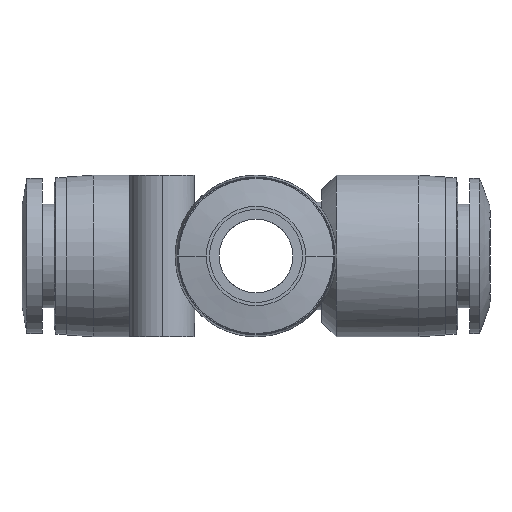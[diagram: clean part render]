
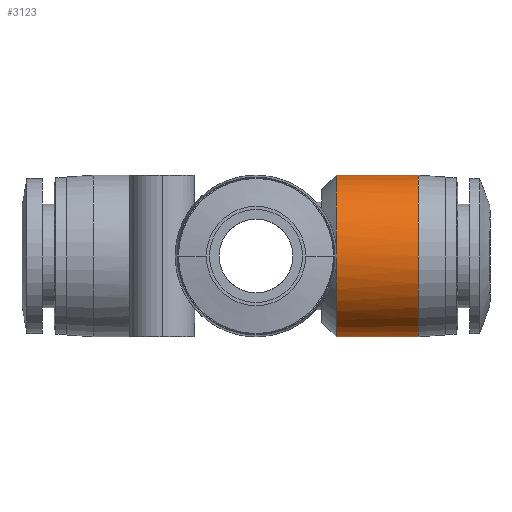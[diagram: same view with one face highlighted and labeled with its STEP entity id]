
A CAD part, left-side view. The second image highlights one B-rep face of the part: STEP entity #3123.
In plain terms, the highlighted cylindrical face has radius 8.75 mm (diameter 17.5 mm), a partial arc.
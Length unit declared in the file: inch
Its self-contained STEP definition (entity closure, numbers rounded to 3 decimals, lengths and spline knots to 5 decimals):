
#83 = EDGE_CURVE ( 'NONE', #917, #3035, #3043, .T. ) ;
#210 = CARTESIAN_POINT ( 'NONE',  ( -0.34287, -0.34125, 0.03332 ) ) ;
#353 = CARTESIAN_POINT ( 'NONE',  ( -0.34449, -0.34449, -0.01115 ) ) ;
#370 = CARTESIAN_POINT ( 'NONE',  ( 0., -0.69094, 0.34449 ) ) ;
#558 = CIRCLE ( 'NONE', #3632, 0.34449 ) ;
#616 = CARTESIAN_POINT ( 'NONE',  ( 0., -0.69094, 0. ) ) ;
#663 = CARTESIAN_POINT ( 'NONE',  ( 0., -0.34125, -0.34449 ) ) ;
#682 = CARTESIAN_POINT ( 'NONE',  ( 0., -0.34125, 0.34449 ) ) ;
#727 = CARTESIAN_POINT ( 'NONE',  ( -0.34449, -0.34449, 0. ) ) ;
#917 = VERTEX_POINT ( 'NONE', #663 ) ;
#962 = DIRECTION ( 'NONE',  ( 0., 0., -1. ) ) ;
#1006 = CARTESIAN_POINT ( 'NONE',  ( 0., -0.99785, 0.34449 ) ) ;
#1055 = DIRECTION ( 'NONE',  ( 0., 0., 1. ) ) ;
#1080 = CARTESIAN_POINT ( 'NONE',  ( 0., -0.99785, 0. ) ) ;
#1104 = CYLINDRICAL_SURFACE ( 'NONE', #2017, 0.34449 ) ;
#1271 = B_SPLINE_CURVE_WITH_KNOTS ( 'NONE', 3,
 ( #2261, #3857, #3238, #727 ),
 .UNSPECIFIED., .F., .F.,
 ( 4, 4 ),
 ( 0.00346, 0.0043 ),
 .UNSPECIFIED. ) ;
#1288 = VERTEX_POINT ( 'NONE', #682 ) ;
#1374 = CARTESIAN_POINT ( 'NONE',  ( 0., -0.69094, -0.34449 ) ) ;
#1376 = DIRECTION ( 'NONE',  ( 0., -1., 0. ) ) ;
#1489 = VERTEX_POINT ( 'NONE', #210 ) ;
#1570 = B_SPLINE_CURVE_WITH_KNOTS ( 'NONE', 3,
 ( #2245, #353, #1579, #2568 ),
 .UNSPECIFIED., .F., .F.,
 ( 4, 4 ),
 ( 0.0043, 0.00514 ),
 .UNSPECIFIED. ) ;
#1579 = CARTESIAN_POINT ( 'NONE',  ( -0.34395, -0.34341, -0.02226 ) ) ;
#1631 = DIRECTION ( 'NONE',  ( 0., -1., 0. ) ) ;
#1651 = CARTESIAN_POINT ( 'NONE',  ( 0., -0.99785, -0.34449 ) ) ;
#1678 = ORIENTED_EDGE ( 'NONE', *, *, #3440, .T. ) ;
#1787 = VERTEX_POINT ( 'NONE', #2376 ) ;
#1893 = EDGE_CURVE ( 'NONE', #2198, #3035, #558, .T. ) ;
#1962 = LINE ( 'NONE', #1006, #3175 ) ;
#1990 = ORIENTED_EDGE ( 'NONE', *, *, #1893, .F. ) ;
#2017 = AXIS2_PLACEMENT_3D ( 'NONE', #1080, #2344, #3316 ) ;
#2047 = CARTESIAN_POINT ( 'NONE',  ( -0.34287, -0.34125, -0.03332 ) ) ;
#2187 = DIRECTION ( 'NONE',  ( 0., -1., 0. ) ) ;
#2198 = VERTEX_POINT ( 'NONE', #370 ) ;
#2245 = CARTESIAN_POINT ( 'NONE',  ( -0.34449, -0.34449, 0. ) ) ;
#2261 = CARTESIAN_POINT ( 'NONE',  ( -0.34287, -0.34125, 0.03332 ) ) ;
#2280 = AXIS2_PLACEMENT_3D ( 'NONE', #3219, #1631, #1055 ) ;
#2323 = DIRECTION ( 'NONE',  ( 0., -1., 0. ) ) ;
#2326 = CIRCLE ( 'NONE', #2926, 0.34449 ) ;
#2344 = DIRECTION ( 'NONE',  ( 0., -1., 0. ) ) ;
#2376 = CARTESIAN_POINT ( 'NONE',  ( -0.34449, -0.34449, 0. ) ) ;
#2383 = EDGE_CURVE ( 'NONE', #1489, #1787, #1271, .T. ) ;
#2568 = CARTESIAN_POINT ( 'NONE',  ( -0.34287, -0.34125, -0.03332 ) ) ;
#2797 = EDGE_CURVE ( 'NONE', #1787, #3144, #1570, .T. ) ;
#2926 = AXIS2_PLACEMENT_3D ( 'NONE', #2959, #2323, #3611 ) ;
#2959 = CARTESIAN_POINT ( 'NONE',  ( 0., -0.34125, 0. ) ) ;
#3035 = VERTEX_POINT ( 'NONE', #1374 ) ;
#3043 = LINE ( 'NONE', #1651, #3977 ) ;
#3123 = ADVANCED_FACE ( 'NONE', ( #3250 ), #1104, .T. ) ;
#3144 = VERTEX_POINT ( 'NONE', #2047 ) ;
#3175 = VECTOR ( 'NONE', #3232, 39.37008 ) ;
#3219 = CARTESIAN_POINT ( 'NONE',  ( 0., -0.34125, 0. ) ) ;
#3232 = DIRECTION ( 'NONE',  ( 0., -1., 0. ) ) ;
#3238 = CARTESIAN_POINT ( 'NONE',  ( -0.34449, -0.34449, 0.01111 ) ) ;
#3250 = FACE_OUTER_BOUND ( 'NONE', #3490, .T. ) ;
#3306 = ORIENTED_EDGE ( 'NONE', *, *, #2383, .T. ) ;
#3316 = DIRECTION ( 'NONE',  ( 0., 0., -1. ) ) ;
#3339 = ORIENTED_EDGE ( 'NONE', *, *, #3947, .T. ) ;
#3440 = EDGE_CURVE ( 'NONE', #3144, #917, #3801, .T. ) ;
#3490 = EDGE_LOOP ( 'NONE', ( #4093, #3339, #3306, #3828, #1678, #3619, #1990 ) ) ;
#3611 = DIRECTION ( 'NONE',  ( 0., 0., 1. ) ) ;
#3619 = ORIENTED_EDGE ( 'NONE', *, *, #83, .T. ) ;
#3632 = AXIS2_PLACEMENT_3D ( 'NONE', #616, #2187, #962 ) ;
#3801 = CIRCLE ( 'NONE', #2280, 0.34449 ) ;
#3828 = ORIENTED_EDGE ( 'NONE', *, *, #2797, .T. ) ;
#3857 = CARTESIAN_POINT ( 'NONE',  ( -0.34393, -0.34338, 0.0224 ) ) ;
#3932 = EDGE_CURVE ( 'NONE', #1288, #2198, #1962, .T. ) ;
#3947 = EDGE_CURVE ( 'NONE', #1288, #1489, #2326, .T. ) ;
#3977 = VECTOR ( 'NONE', #1376, 39.37008 ) ;
#4093 = ORIENTED_EDGE ( 'NONE', *, *, #3932, .F. ) ;
